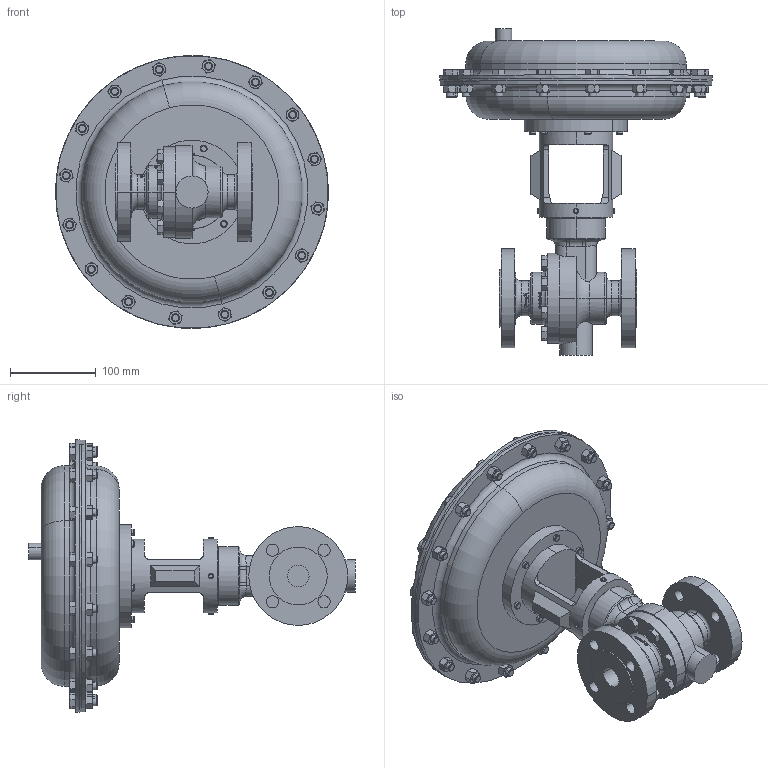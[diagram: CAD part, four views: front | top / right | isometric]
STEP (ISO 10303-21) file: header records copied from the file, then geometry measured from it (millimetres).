
FILE_DESCRIPTION (( 'STEP AP203' ), '1' );
FILE_NAME ('70-100-CS+S6-I8-55M.STEP', '2017-08-30T16:42:04', ( '' ), ( '' ), 'SwSTEP 2.0', 'SolidWorks 2014', '' );
FILE_SCHEMA (( 'CONFIG_CONTROL_DESIGN' ));
Products named in the file (1): 70-100-CS+S6-I8-55M
Bounding box: 317.5 x 380.37 x 317.5 mm (x, y, z)
Volume: 6255124.3 mm3; surface area: 376926.5 mm2
Topology: 1 solids, 1 shells, 1093 faces, 2522 edges, 1535 vertices
Faces by surface type: plane 397, cone 390, cylinder 161, bspline 118, torus 27
Entity records: 51161 total; most frequent: CARTESIAN_POINT 28159, ORIENTED_EDGE 5044, DIRECTION 4208, EDGE_CURVE 2522, AXIS2_PLACEMENT_3D 1690, VERTEX_POINT 1535, EDGE_LOOP 1215, ADVANCED_FACE 1093
